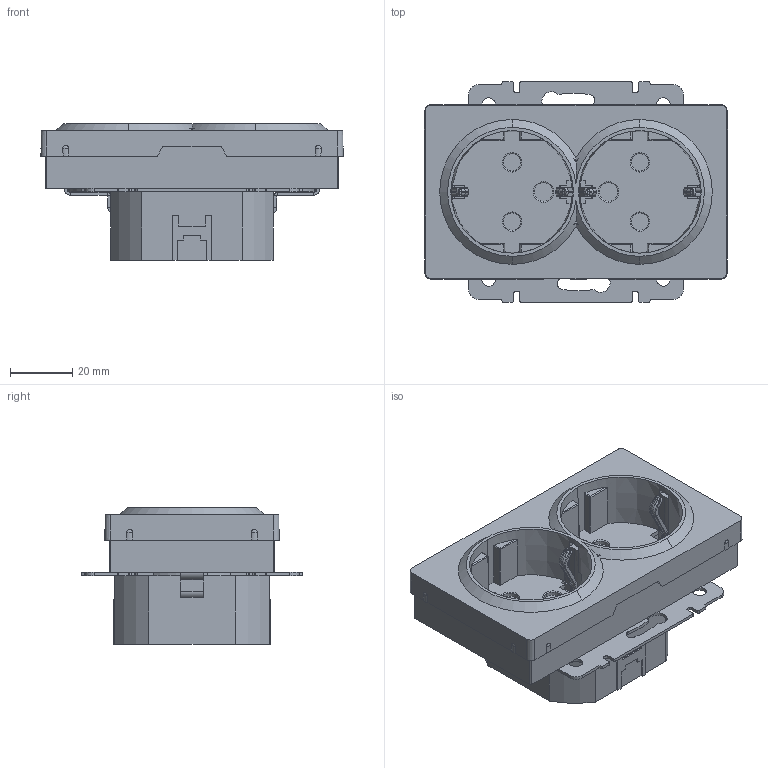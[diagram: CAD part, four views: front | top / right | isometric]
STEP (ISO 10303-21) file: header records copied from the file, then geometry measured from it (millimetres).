
FILE_DESCRIPTION (( 'STEP AP214' ), '1' );
FILE_NAME ('BRITE Ðîç 2-ÿ ñ ç ê áåç ç ø 16À ñá.STEP', '2025-04-08T10:30:18', ( '' ), ( '' ), 'SwSTEP 2.0', 'SolidWorks 2022', '' );
FILE_SCHEMA (( 'AUTOMOTIVE_DESIGN' ));
Length unit declared in the file: millimetre
Products named in the file (1): BRITE Роз 2-я с з к без з ш 16А сб
Bounding box: 97.2 x 70.8 x 43.9 mm (x, y, z)
Volume: 118999.1 mm3; surface area: 34116.9 mm2
Topology: 1 solids, 5 shells, 846 faces, 2234 edges, 1392 vertices
Faces by surface type: plane 435, cylinder 278, torus 59, bspline 38, cone 20, sphere 16
Entity records: 27233 total; most frequent: CARTESIAN_POINT 6422, ORIENTED_EDGE 4468, DIRECTION 4339, EDGE_CURVE 2234, AXIS2_PLACEMENT_3D 1545, VERTEX_POINT 1392, LINE 1249, VECTOR 1249
